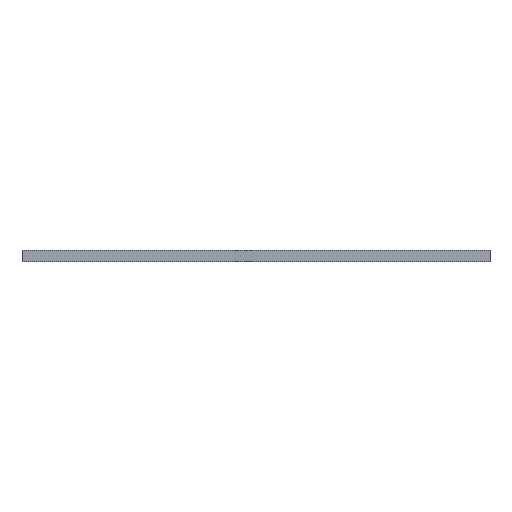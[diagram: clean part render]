
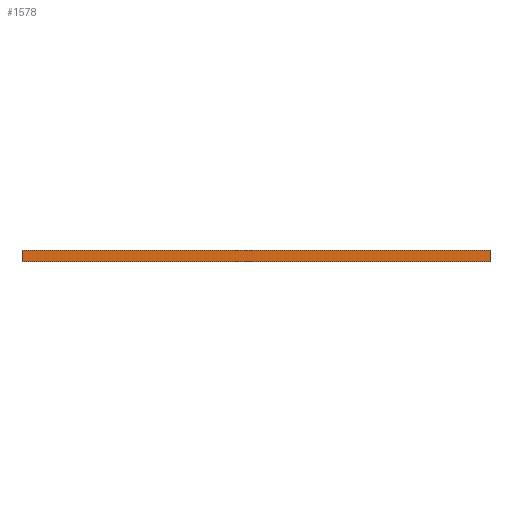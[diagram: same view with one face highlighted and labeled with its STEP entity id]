
A CAD part, front view. The second image highlights one B-rep face of the part: STEP entity #1578.
In plain terms, the highlighted planar face has unit normal (0, -1, 0).
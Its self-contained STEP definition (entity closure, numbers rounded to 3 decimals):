
#560=CARTESIAN_POINT('',(57.5,0.,67.5));
#561=VERTEX_POINT('',#560);
#568=CARTESIAN_POINT('',(142.5,0.,67.5));
#569=VERTEX_POINT('',#568);
#570=CARTESIAN_POINT('',(57.5,0.,67.5));
#571=DIRECTION('',(1.,0.,-0.));
#572=VECTOR('',#571,85.);
#573=LINE('',#570,#572);
#574=EDGE_CURVE('',#561,#569,#573,.T.);
#1318=CARTESIAN_POINT('',(142.5,0.,65.5));
#1319=VERTEX_POINT('',#1318);
#1326=CARTESIAN_POINT('',(57.5,0.,65.5));
#1327=VERTEX_POINT('',#1326);
#1328=CARTESIAN_POINT('',(57.5,0.,65.5));
#1329=DIRECTION('',(1.,0.,-0.));
#1330=VECTOR('',#1329,85.);
#1331=LINE('',#1328,#1330);
#1332=EDGE_CURVE('',#1327,#1319,#1331,.T.);
#1524=CARTESIAN_POINT('',(57.5,0.,67.5));
#1525=DIRECTION('',(0.,0.,-1.));
#1526=VECTOR('',#1525,2.);
#1527=LINE('',#1524,#1526);
#1528=EDGE_CURVE('',#561,#1327,#1527,.T.);
#1546=CARTESIAN_POINT('',(142.5,0.,67.5));
#1547=DIRECTION('',(0.,0.,-1.));
#1548=VECTOR('',#1547,2.);
#1549=LINE('',#1546,#1548);
#1550=EDGE_CURVE('',#569,#1319,#1549,.T.);
#1567=CARTESIAN_POINT('',(0.,0.,5.5));
#1568=DIRECTION('',(0.,-1.,0.));
#1569=DIRECTION('',(1.,0.,0.));
#1570=AXIS2_PLACEMENT_3D('',#1567,#1568,#1569);
#1571=PLANE('',#1570);
#1572=ORIENTED_EDGE('',*,*,#574,.F.);
#1573=ORIENTED_EDGE('',*,*,#1528,.T.);
#1574=ORIENTED_EDGE('',*,*,#1332,.T.);
#1575=ORIENTED_EDGE('',*,*,#1550,.F.);
#1576=EDGE_LOOP('',(#1572,#1573,#1574,#1575));
#1577=FACE_BOUND('',#1576,.T.);
#1578=ADVANCED_FACE('',(#1577),#1571,.T.);
